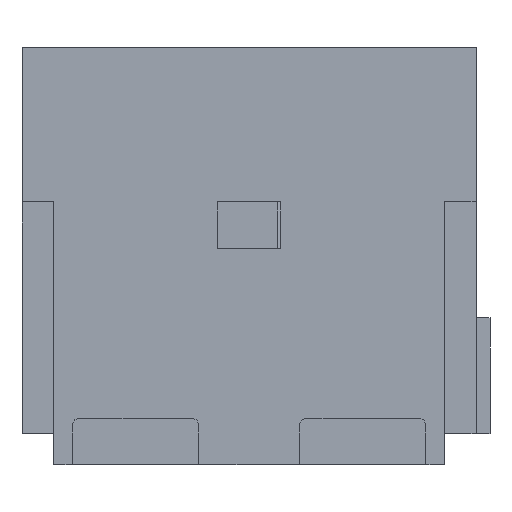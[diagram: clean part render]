
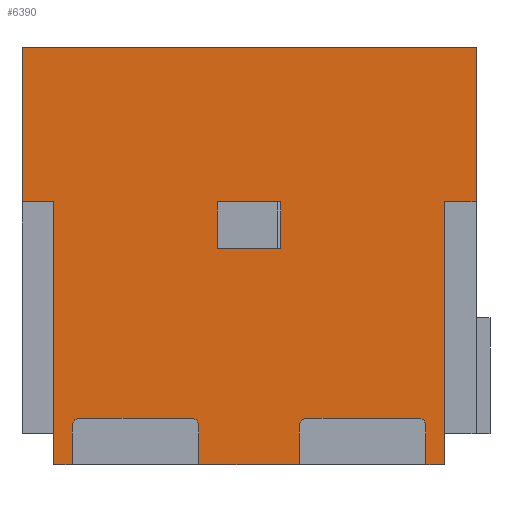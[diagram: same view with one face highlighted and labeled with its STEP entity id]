
A CAD part, front view. The second image highlights one B-rep face of the part: STEP entity #6390.
In plain terms, the highlighted face is planar.
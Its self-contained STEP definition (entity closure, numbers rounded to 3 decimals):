
#1040=CARTESIAN_POINT('',(49.548,49.122,33.5));
#1050=VERTEX_POINT('',#1040);
#1220=CARTESIAN_POINT('',(49.548,49.122,31.));
#1230=VERTEX_POINT('',#1220);
#1260=CARTESIAN_POINT('',(49.548,49.122,0.));
#1270=DIRECTION('',(0.,0.,1.));
#1280=VECTOR('',#1270,1.);
#1290=LINE('',#1260,#1280);
#1300=EDGE_CURVE('',#1230,#1050,#1290,.T.);
#4430=CARTESIAN_POINT('',(49.548,75.222,0.));
#4440=DIRECTION('',(1.,0.,0.));
#4450=DIRECTION('',(0.,-1.,0.));
#4460=AXIS2_PLACEMENT_3D('',#4430,#4440,#4450);
#4470=PLANE('',#4460);
#4480=CARTESIAN_POINT('',(49.548,0.,19.5));
#4490=DIRECTION('',(0.,1.,0.));
#4500=VECTOR('',#4490,1.);
#4510=LINE('',#4480,#4500);
#4520=CARTESIAN_POINT('',(49.548,58.522,19.5));
#4530=VERTEX_POINT('',#4520);
#4540=CARTESIAN_POINT('',(49.548,62.622,19.5));
#4550=VERTEX_POINT('',#4540);
#4560=EDGE_CURVE('',#4530,#4550,#4510,.T.);
#4570=ORIENTED_EDGE('',*,*,#4560,.T.);
#4580=CARTESIAN_POINT('',(49.548,58.522,0.));
#4590=DIRECTION('',(0.,0.,1.));
#4600=VECTOR('',#4590,1.);
#4610=LINE('',#4580,#4600);
#4620=CARTESIAN_POINT('',(49.548,58.522,16.5));
#4630=VERTEX_POINT('',#4620);
#4640=EDGE_CURVE('',#4630,#4530,#4610,.T.);
#4650=ORIENTED_EDGE('',*,*,#4640,.T.);
#4660=CARTESIAN_POINT('',(49.548,0.,16.5));
#4670=DIRECTION('',(0.,1.,0.));
#4680=VECTOR('',#4670,1.);
#4690=LINE('',#4660,#4680);
#4700=CARTESIAN_POINT('',(49.548,62.622,16.5));
#4710=VERTEX_POINT('',#4700);
#4720=EDGE_CURVE('',#4630,#4710,#4690,.T.);
#4730=ORIENTED_EDGE('',*,*,#4720,.F.);
#4740=CARTESIAN_POINT('',(49.548,62.622,0.));
#4750=DIRECTION('',(0.,0.,-1.));
#4760=VECTOR('',#4750,1.);
#4770=LINE('',#4740,#4760);
#4780=EDGE_CURVE('',#4550,#4710,#4770,.T.);
#4790=ORIENTED_EDGE('',*,*,#4780,.T.);
#4800=EDGE_LOOP('',(#4790,#4730,#4650,#4570));
#4810=FACE_BOUND('',#4800,.T.);
#4820=CARTESIAN_POINT('',(49.548,0.,33.5));
#4830=DIRECTION('',(0.,-1.,0.));
#4840=VECTOR('',#4830,1.);
#4850=LINE('',#4820,#4840);
#4860=CARTESIAN_POINT('',(49.548,73.222,33.5));
#4870=VERTEX_POINT('',#4860);
#4880=CARTESIAN_POINT('',(49.548,72.022,33.5));
#4890=VERTEX_POINT('',#4880);
#4900=EDGE_CURVE('',#4870,#4890,#4850,.T.);
#4910=ORIENTED_EDGE('',*,*,#4900,.T.);
#4920=CARTESIAN_POINT('',(49.548,73.222,0.));
#4930=DIRECTION('',(0.,0.,1.));
#4940=VECTOR('',#4930,1.);
#4950=LINE('',#4920,#4940);
#4960=CARTESIAN_POINT('',(49.548,73.222,16.5));
#4970=VERTEX_POINT('',#4960);
#4980=EDGE_CURVE('',#4970,#4870,#4950,.T.);
#4990=ORIENTED_EDGE('',*,*,#4980,.T.);
#5000=CARTESIAN_POINT('',(49.548,0.,16.5));
#5010=DIRECTION('',(0.,-1.,0.));
#5020=VECTOR('',#5010,1.);
#5030=LINE('',#5000,#5020);
#5040=CARTESIAN_POINT('',(49.548,75.272,16.5));
#5050=VERTEX_POINT('',#5040);
#5060=EDGE_CURVE('',#5050,#4970,#5030,.T.);
#5070=ORIENTED_EDGE('',*,*,#5060,.T.);
#5080=CARTESIAN_POINT('',(49.548,75.272,16.55));
#5090=DIRECTION('',(0.,0.,-1.));
#5100=VECTOR('',#5090,1.);
#5110=LINE('',#5080,#5100);
#5120=CARTESIAN_POINT('',(49.548,75.272,6.5));
#5130=VERTEX_POINT('',#5120);
#5140=EDGE_CURVE('',#5050,#5130,#5110,.T.);
#5150=ORIENTED_EDGE('',*,*,#5140,.F.);
#5160=CARTESIAN_POINT('',(49.548,0.,6.5));
#5170=DIRECTION('',(0.,-1.,0.));
#5180=VECTOR('',#5170,1.);
#5190=LINE('',#5160,#5180);
#5200=CARTESIAN_POINT('',(49.548,45.872,6.5));
#5210=VERTEX_POINT('',#5200);
#5220=EDGE_CURVE('',#5130,#5210,#5190,.T.);
#5230=ORIENTED_EDGE('',*,*,#5220,.F.);
#5240=CARTESIAN_POINT('',(49.548,45.872,16.55));
#5250=DIRECTION('',(0.,0.,-1.));
#5260=VECTOR('',#5250,1.);
#5270=LINE('',#5240,#5260);
#5280=CARTESIAN_POINT('',(49.548,45.872,16.5));
#5290=VERTEX_POINT('',#5280);
#5300=EDGE_CURVE('',#5290,#5210,#5270,.T.);
#5310=ORIENTED_EDGE('',*,*,#5300,.T.);
#5320=CARTESIAN_POINT('',(49.548,0.,16.5));
#5330=DIRECTION('',(0.,-1.,0.));
#5340=VECTOR('',#5330,1.);
#5350=LINE('',#5320,#5340);
#5360=CARTESIAN_POINT('',(49.548,47.922,16.5));
#5370=VERTEX_POINT('',#5360);
#5380=EDGE_CURVE('',#5370,#5290,#5350,.T.);
#5390=ORIENTED_EDGE('',*,*,#5380,.T.);
#5400=CARTESIAN_POINT('',(49.548,47.922,0.));
#5410=DIRECTION('',(0.,0.,-1.));
#5420=VECTOR('',#5410,1.);
#5430=LINE('',#5400,#5420);
#5440=CARTESIAN_POINT('',(49.548,47.922,33.5));
#5450=VERTEX_POINT('',#5440);
#5460=EDGE_CURVE('',#5450,#5370,#5430,.T.);
#5470=ORIENTED_EDGE('',*,*,#5460,.T.);
#5480=CARTESIAN_POINT('',(49.548,0.,33.5));
#5490=DIRECTION('',(0.,-1.,0.));
#5500=VECTOR('',#5490,1.);
#5510=LINE('',#5480,#5500);
#5520=EDGE_CURVE('',#1050,#5450,#5510,.T.);
#5530=ORIENTED_EDGE('',*,*,#5520,.T.);
#5540=ORIENTED_EDGE('',*,*,#1300,.T.);
#5550=CARTESIAN_POINT('',(49.548,49.622,31.));
#5560=DIRECTION('',(1.,0.,0.));
#5570=DIRECTION('',(0.,-1.,0.));
#5580=AXIS2_PLACEMENT_3D('',#5550,#5560,#5570);
#5590=CIRCLE('',#5580,0.5);
#5600=CARTESIAN_POINT('',(49.548,49.622,30.5));
#5610=VERTEX_POINT('',#5600);
#5620=EDGE_CURVE('',#1230,#5610,#5590,.T.);
#5630=ORIENTED_EDGE('',*,*,#5620,.F.);
#5640=CARTESIAN_POINT('',(49.548,0.,30.5));
#5650=DIRECTION('',(0.,1.,0.));
#5660=VECTOR('',#5650,1.);
#5670=LINE('',#5640,#5660);
#5680=CARTESIAN_POINT('',(49.548,56.822,30.5));
#5690=VERTEX_POINT('',#5680);
#5700=EDGE_CURVE('',#5610,#5690,#5670,.T.);
#5710=ORIENTED_EDGE('',*,*,#5700,.F.);
#5720=CARTESIAN_POINT('',(49.548,56.822,31.));
#5730=DIRECTION('',(-1.,0.,0.));
#5740=DIRECTION('',(0.,1.,0.));
#5750=AXIS2_PLACEMENT_3D('',#5720,#5730,#5740);
#5760=CIRCLE('',#5750,0.5);
#5770=CARTESIAN_POINT('',(49.548,57.322,31.));
#5780=VERTEX_POINT('',#5770);
#5790=EDGE_CURVE('',#5780,#5690,#5760,.T.);
#5800=ORIENTED_EDGE('',*,*,#5790,.T.);
#5810=CARTESIAN_POINT('',(49.548,57.322,0.));
#5820=DIRECTION('',(0.,0.,-1.));
#5830=VECTOR('',#5820,1.);
#5840=LINE('',#5810,#5830);
#5850=CARTESIAN_POINT('',(49.548,57.322,33.5));
#5860=VERTEX_POINT('',#5850);
#5870=EDGE_CURVE('',#5860,#5780,#5840,.T.);
#5880=ORIENTED_EDGE('',*,*,#5870,.T.);
#5890=CARTESIAN_POINT('',(49.548,74.549,33.5));
#5900=DIRECTION('',(0.,-1.,0.));
#5910=VECTOR('',#5900,1.);
#5920=LINE('',#5890,#5910);
#5930=CARTESIAN_POINT('',(49.548,63.822,33.5));
#5940=VERTEX_POINT('',#5930);
#5950=EDGE_CURVE('',#5940,#5860,#5920,.T.);
#5960=ORIENTED_EDGE('',*,*,#5950,.T.);
#5970=CARTESIAN_POINT('',(49.548,63.822,0.));
#5980=DIRECTION('',(0.,0.,1.));
#5990=VECTOR('',#5980,1.);
#6000=LINE('',#5970,#5990);
#6010=CARTESIAN_POINT('',(49.548,63.822,31.));
#6020=VERTEX_POINT('',#6010);
#6030=EDGE_CURVE('',#6020,#5940,#6000,.T.);
#6040=ORIENTED_EDGE('',*,*,#6030,.T.);
#6050=CARTESIAN_POINT('',(49.548,64.322,31.));
#6060=DIRECTION('',(1.,0.,0.));
#6070=DIRECTION('',(0.,-1.,0.));
#6080=AXIS2_PLACEMENT_3D('',#6050,#6060,#6070);
#6090=CIRCLE('',#6080,0.5);
#6100=CARTESIAN_POINT('',(49.548,64.322,30.5));
#6110=VERTEX_POINT('',#6100);
#6120=EDGE_CURVE('',#6020,#6110,#6090,.T.);
#6130=ORIENTED_EDGE('',*,*,#6120,.F.);
#6140=CARTESIAN_POINT('',(49.548,0.,30.5));
#6150=DIRECTION('',(0.,1.,0.));
#6160=VECTOR('',#6150,1.);
#6170=LINE('',#6140,#6160);
#6180=CARTESIAN_POINT('',(49.548,71.522,30.5));
#6190=VERTEX_POINT('',#6180);
#6200=EDGE_CURVE('',#6110,#6190,#6170,.T.);
#6210=ORIENTED_EDGE('',*,*,#6200,.F.);
#6220=CARTESIAN_POINT('',(49.548,71.522,31.));
#6230=DIRECTION('',(-1.,0.,0.));
#6240=DIRECTION('',(0.,1.,0.));
#6250=AXIS2_PLACEMENT_3D('',#6220,#6230,#6240);
#6260=CIRCLE('',#6250,0.5);
#6270=CARTESIAN_POINT('',(49.548,72.022,31.));
#6280=VERTEX_POINT('',#6270);
#6290=EDGE_CURVE('',#6280,#6190,#6260,.T.);
#6300=ORIENTED_EDGE('',*,*,#6290,.T.);
#6310=CARTESIAN_POINT('',(49.548,72.022,0.));
#6320=DIRECTION('',(0.,0.,-1.));
#6330=VECTOR('',#6320,1.);
#6340=LINE('',#6310,#6330);
#6350=EDGE_CURVE('',#4890,#6280,#6340,.T.);
#6360=ORIENTED_EDGE('',*,*,#6350,.T.);
#6370=EDGE_LOOP('',(#6360,#6300,#6210,#6130,#6040,#5960,#5880,#5800,
#5710,#5630,#5540,#5530,#5470,#5390,#5310,#5230,#5150,#5070,#4990,#4910)
);
#6380=FACE_OUTER_BOUND('',#6370,.T.);
#6390=ADVANCED_FACE('',(#4810,#6380),#4470,.T.);
